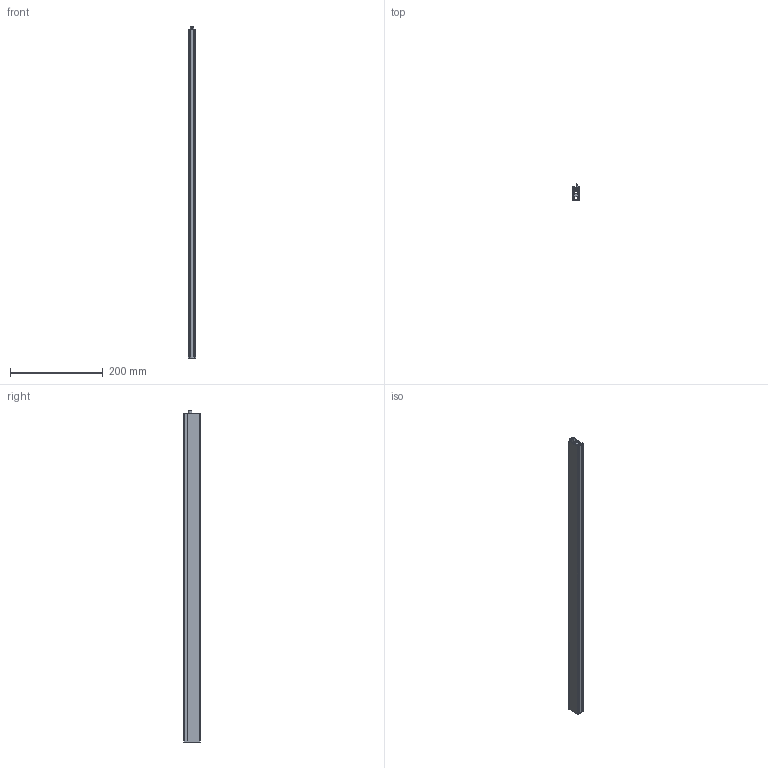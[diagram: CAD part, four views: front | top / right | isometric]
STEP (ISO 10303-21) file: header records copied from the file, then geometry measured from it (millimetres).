
FILE_DESCRIPTION (( 'STEP AP203' ), '1' );
FILE_NAME ('KG D8 709.STEP', '2025-03-07T16:15:23', ( '' ), ( '' ), 'SwSTEP 2.0', 'SolidWorks 2023', '' );
FILE_SCHEMA (( 'CONFIG_CONTROL_DESIGN' ));
Length unit declared in the file: millimetre
Products named in the file (5): KG D8 709; Aussengehäuse_13; Innengeometrie_13; Schutzprofil_KG D8_709; Betätigungsteil_1
Assembly tree (4 placements, depth 2):
  KG D8 709
    Schutzprofil_KG D8_709
    Aussengehäuse_13
    Betätigungsteil_1
    Innengeometrie_13
Bounding box: 16.5 x 35 x 717.51 mm (x, y, z)
Volume: 212758.1 mm3; surface area: 302399.3 mm2
Topology: 21 solids, 21 shells, 675 faces, 1893 edges, 1262 vertices
Faces by surface type: plane 343, bspline 291, cylinder 41
Entity records: 35898 total; most frequent: CARTESIAN_POINT 19812, ORIENTED_EDGE 3786, DIRECTION 2158, EDGE_CURVE 1893, VERTEX_POINT 1262, LINE 1226, VECTOR 1226, EDGE_LOOP 757
